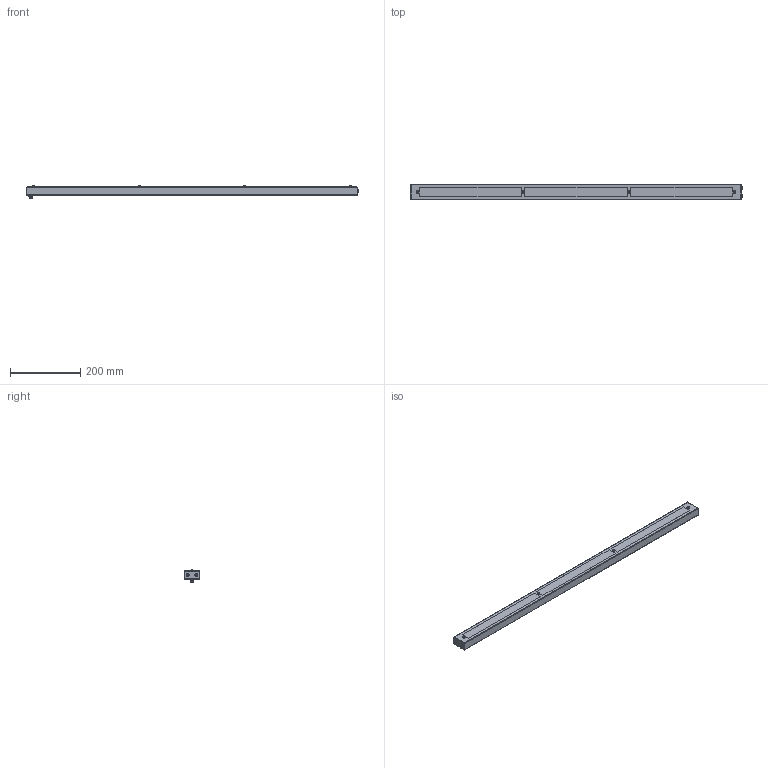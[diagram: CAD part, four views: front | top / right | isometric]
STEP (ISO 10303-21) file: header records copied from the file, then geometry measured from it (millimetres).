
FILE_DESCRIPTION(/* description */ (''),/* implementation_level */ '2;1');
FILE_NAME(/* name */ '1-90-SLED-3-AL',/* time_stamp */ '2018-02-20T15:42:54+01:00',/* author */ (''),/* organization */ (''),/* preprocessor_version */ 'ST-DEVELOPER v15.7',/* originating_system */ 'HiCAD 2015 2002.1 Build 408',/* authorisation */ '');
FILE_SCHEMA (('AUTOMOTIVE_DESIGN { 1 0 10303 214 1 1 1 1 }'));
Length unit declared in the file: millimetre
Products named in the file (12): Root; Baugruppe_Xled-2-VD; QUADER_0; 09-3391-00-04; ISO 14579-M3x10-10.9_Zylinderkopfschrauben; DIN 125-A 3.2-140 HV_Scheiben
Assembly tree (11 placements, depth 3):
  Root
    Baugruppe_Xled-2-VD
      QUADER_0
      09-3391-00-04
      ISO 14579-M3x10-10.9_Zylinderkopfschrauben
      ISO 14579-M3x10-10.9_Zylinderkopfschrauben
      ISO 14579-M3x10-10.9_Zylinderkopfschrauben
      ISO 14579-M3x10-10.9_Zylinderkopfschrauben
      DIN 125-A 3.2-140 HV_Scheiben
      DIN 125-A 3.2-140 HV_Scheiben
      DIN 125-A 3.2-140 HV_Scheiben
      DIN 125-A 3.2-140 HV_Scheiben
Bounding box: 942 x 45 x 37.2 mm (x, y, z)
Volume: 1008026.9 mm3; surface area: 132772.7 mm2
Topology: 10 solids, 10 shells, 192 faces, 436 edges, 284 vertices
Faces by surface type: cylinder 101, plane 70, cone 12, torus 5, sphere 4
Full cylindrical faces by diameter (mm): 1 x4, 2.459 x4, 3 x4, 3.2 x4, 3.3 x4, 4 x4, 5.5 x4, 5.8 x1, 6.4 x1, 6.8 x3, 7 x4, 7.2 x1, 8 x1, 9 x4
Entity records: 8635 total; most frequent: DIRECTION 972, CARTESIAN_POINT 814, PRESENTATION_STYLE_ASSIGNMENT 702, OVER_RIDING_STYLED_ITEM 692, COLOUR_RGB 687, DRAUGHTING_PRE_DEFINED_CURVE_FONT 680, CURVE_STYLE 680, ORIENTED_EDGE 680
